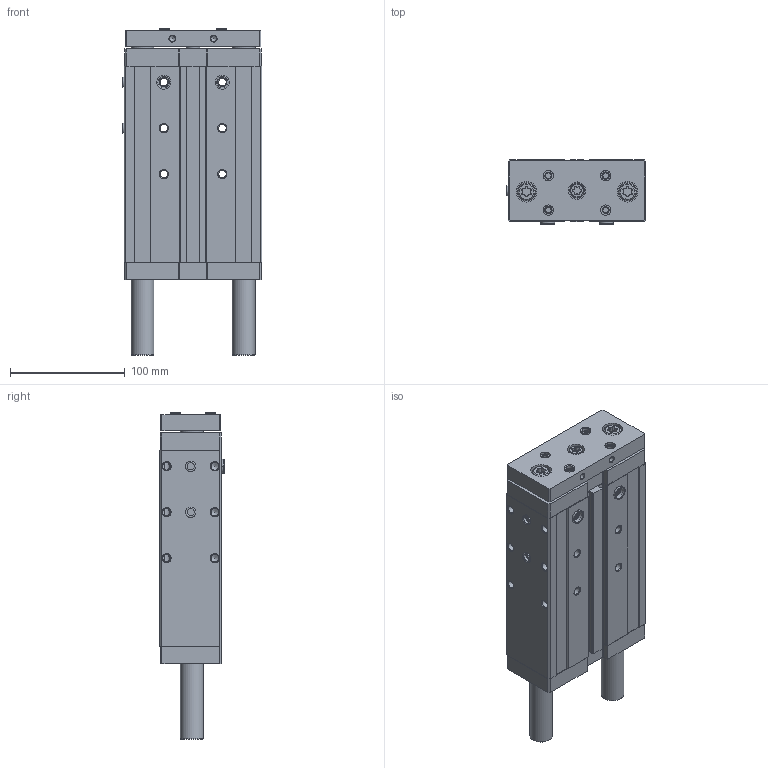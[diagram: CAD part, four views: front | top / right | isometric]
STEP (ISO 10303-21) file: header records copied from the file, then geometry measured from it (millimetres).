
FILE_DESCRIPTION(/* description */ ('STEP AP214'),/* implementation_level */ '2;1');
FILE_NAME(/* name */ '8161446_DFM-40-125-B-PPV-A-GF',/* time_stamp */ '2024-08-15T10:56:31+02:00',/* author */ ('License CC BY-ND 4.0'),/* organization */ ('CADENAS'),/* preprocessor_version */ 'ST-DEVELOPER v19.3',/* originating_system */ 'PARTsolutions',/* authorisation */ ' ');
FILE_SCHEMA (('AUTOMOTIVE_DESIGN {1 0 10303 214 3 1 1}'));
Length unit declared in the file: millimetre
Products named in the file (6): 8161446 DFM-40-125-B-PPV-A-GF---(0); 532319 DFM---40-125-B-PPV-A-GF---(ZR) 125; 532319 DFM-40-125-B-PPV-A-GF---(K); 8137184 ZBH-9-B; 8137185 ZBH-12-B; 173985 B-1/8-NPT
Assembly tree (10 placements, depth 2):
  8161446 DFM-40-125-B-PPV-A-GF---(0)
    532319 DFM---40-125-B-PPV-A-GF---(ZR) 125
    532319 DFM-40-125-B-PPV-A-GF---(K)
    8137184 ZBH-9-B  x4
    8137185 ZBH-12-B  x2
    173985 B-1/8-NPT  x2
Bounding box: 121.8 x 56.3 x 284.8 mm (x, y, z)
Volume: 1210881.9 mm3; surface area: 220374 mm2
Topology: 10 solids, 10 shells, 446 faces, 1071 edges, 695 vertices
Faces by surface type: plane 198, cylinder 167, cone 66, torus 15
Full cylindrical faces by diameter (mm): 4.366 x2, 4.917 x8, 6.6 x6, 6.647 x14, 6.8 x2, 8 x2, 8.2 x1, 8.566 x4, 8.8 x2, 9 x6, 11 x6, 12 x4, 15 x1, 18 x2, 20 x4, 21.25 x1, 40 x2
Entity records: 11526 total; most frequent: CARTESIAN_POINT 2046, DIRECTION 2018, ORIENTED_EDGE 1690, EDGE_CURVE 845, AXIS2_PLACEMENT_3D 793, VERTEX_POINT 629, FACE_BOUND 620, EDGE_LOOP 612
